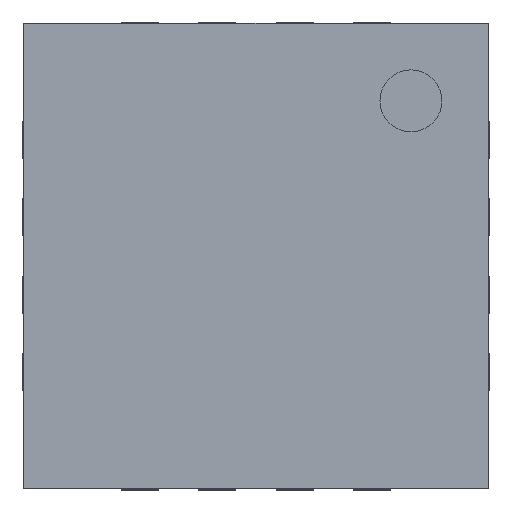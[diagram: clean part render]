
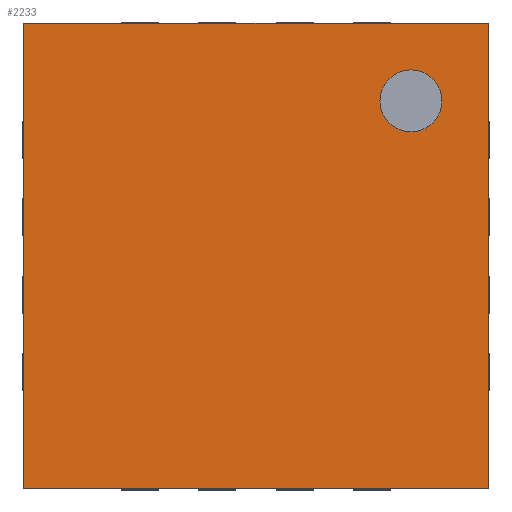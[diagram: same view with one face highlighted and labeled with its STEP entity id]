
A CAD part, top view. The second image highlights one B-rep face of the part: STEP entity #2233.
In plain terms, the highlighted planar face has unit normal (0, 0, 1).
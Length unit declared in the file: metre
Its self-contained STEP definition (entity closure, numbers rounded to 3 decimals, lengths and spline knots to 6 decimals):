
#37=CIRCLE('',#3019,0.0002);
#151=ORIENTED_EDGE('',*,*,#781,.F.);
#152=ORIENTED_EDGE('',*,*,#714,.F.);
#153=ORIENTED_EDGE('',*,*,#743,.T.);
#154=ORIENTED_EDGE('',*,*,#754,.T.);
#155=ORIENTED_EDGE('',*,*,#771,.F.);
#714=EDGE_CURVE('',#1031,#1032,#1243,.T.);
#743=EDGE_CURVE('',#1031,#1059,#1272,.T.);
#754=EDGE_CURVE('',#1059,#1070,#1283,.T.);
#771=EDGE_CURVE('',#1032,#1070,#1300,.T.);
#781=EDGE_CURVE('',#1094,#1094,#37,.T.);
#1031=VERTEX_POINT('',#3751);
#1032=VERTEX_POINT('',#3753);
#1059=VERTEX_POINT('',#3809);
#1070=VERTEX_POINT('',#3832);
#1094=VERTEX_POINT('',#3886);
#1243=LINE('',#3752,#1526);
#1272=LINE('',#3810,#1555);
#1283=LINE('',#3833,#1566);
#1300=LINE('',#3866,#1583);
#1526=VECTOR('',#3171,1.);
#1555=VECTOR('',#3202,1.);
#1566=VECTOR('',#3215,1.);
#1583=VECTOR('',#3234,1.);
#1804=EDGE_LOOP('',(#151));
#1805=EDGE_LOOP('',(#152,#153,#154,#155));
#1917=FACE_BOUND('',#1804,.T.);
#1918=FACE_BOUND('',#1805,.T.);
#2030=PLANE('',#3018);
#2233=ADVANCED_FACE('',(#1917,#1918),#2030,.T.);
#3018=AXIS2_PLACEMENT_3D('',#3884,#3244,#3245);
#3019=AXIS2_PLACEMENT_3D('',#3885,#3246,#3247);
#3171=DIRECTION('',(0.,-1.,0.));
#3202=DIRECTION('',(-1.,0.,0.));
#3215=DIRECTION('',(0.,-1.,0.));
#3234=DIRECTION('',(-1.,0.,0.));
#3244=DIRECTION('',(0.,0.,1.));
#3245=DIRECTION('',(1.,0.,0.));
#3246=DIRECTION('',(0.,0.,1.));
#3247=DIRECTION('',(1.,0.,0.));
#3751=CARTESIAN_POINT('',(0.0015,0.0015,0.00075));
#3752=CARTESIAN_POINT('',(0.0015,0.,0.00075));
#3753=CARTESIAN_POINT('',(0.0015,-0.0015,0.00075));
#3809=CARTESIAN_POINT('',(-0.0015,0.0015,0.00075));
#3810=CARTESIAN_POINT('',(0.,0.0015,0.00075));
#3832=CARTESIAN_POINT('',(-0.0015,-0.0015,0.00075));
#3833=CARTESIAN_POINT('',(-0.0015,0.,0.00075));
#3866=CARTESIAN_POINT('',(0.,-0.0015,0.00075));
#3884=CARTESIAN_POINT('',(0.,0.,0.00075));
#3885=CARTESIAN_POINT('',(0.001,0.001,0.00075));
#3886=CARTESIAN_POINT('',(0.0012,0.001,0.00075));
